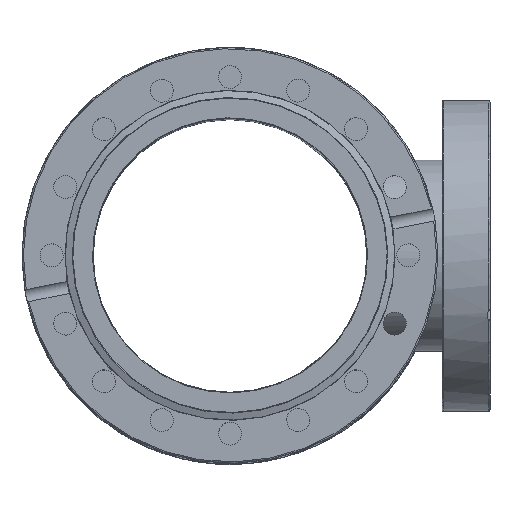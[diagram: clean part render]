
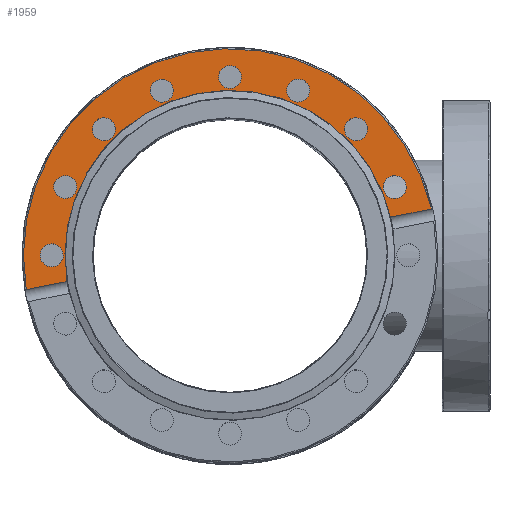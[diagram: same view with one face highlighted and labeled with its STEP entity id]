
A CAD part, top view. The second image highlights one B-rep face of the part: STEP entity #1959.
In plain terms, the highlighted face is planar.
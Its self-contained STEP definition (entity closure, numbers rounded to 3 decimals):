
#1616=CARTESIAN_POINT('',(60.259,2.236,0.0));
#1617=VERTEX_POINT('',#1616);
#1654=CARTESIAN_POINT('',(-60.259,2.236,0.0));
#1655=VERTEX_POINT('',#1654);
#1681=CARTESIAN_POINT('',(0.0,0.0,0.0));
#1682=DIRECTION('',(0.0,0.0,1.0));
#1683=DIRECTION('',(-1.0,0.0,0.0));
#1684=AXIS2_PLACEMENT_3D('',#1681,#1682,#1683);
#1685=CIRCLE('',#1684,60.3);
#1686=EDGE_CURVE('',#1617,#1655,#1685,.T.);
#1739=CARTESIAN_POINT('',(-75.467,2.236,0.0));
#1740=VERTEX_POINT('',#1739);
#1758=CARTESIAN_POINT('',(-60.259,2.236,0.0));
#1759=DIRECTION('',(-1.0,0.0,0.0));
#1760=VECTOR('',#1759,15.208);
#1761=LINE('',#1758,#1760);
#1762=EDGE_CURVE('',#1655,#1740,#1761,.T.);
#1781=CARTESIAN_POINT('',(75.467,2.236,0.0));
#1782=VERTEX_POINT('',#1781);
#1845=CARTESIAN_POINT('',(75.467,2.236,0.0));
#1846=DIRECTION('',(-1.0,0.0,0.0));
#1847=VECTOR('',#1846,15.208);
#1848=LINE('',#1845,#1847);
#1849=EDGE_CURVE('',#1782,#1617,#1848,.T.);
#1854=CARTESIAN_POINT('',(0.0,0.0,0.0));
#1855=DIRECTION('',(0.0,0.0,-1.0));
#1856=DIRECTION('',(-1.0,0.0,0.0));
#1857=AXIS2_PLACEMENT_3D('',#1854,#1855,#1856);
#1858=PLANE('',#1857);
#1859=ORIENTED_EDGE('',*,*,#1849,.T.);
#1860=ORIENTED_EDGE('',*,*,#1686,.T.);
#1861=ORIENTED_EDGE('',*,*,#1762,.T.);
#1862=CARTESIAN_POINT('',(0.0,0.0,0.0));
#1863=DIRECTION('',(0.0,0.0,1.0));
#1864=DIRECTION('',(-1.0,0.0,0.0));
#1865=AXIS2_PLACEMENT_3D('',#1862,#1863,#1864);
#1866=CIRCLE('',#1865,75.5);
#1867=EDGE_CURVE('',#1782,#1740,#1866,.T.);
#1868=ORIENTED_EDGE('',*,*,#1867,.F.);
#1869=EDGE_LOOP('',(#1859,#1860,#1861,#1868));
#1870=FACE_OUTER_BOUND('',#1869,.T.);
#1871=CARTESIAN_POINT('',(8.83,65.505,0.0));
#1872=VERTEX_POINT('',#1871);
#1873=CARTESIAN_POINT('',(12.71,63.898,0.0));
#1874=DIRECTION('',(0.0,0.0,1.));
#1875=DIRECTION('',(0.924,-0.383,0.0));
#1876=AXIS2_PLACEMENT_3D('',#1873,#1874,#1875);
#1877=CIRCLE('',#1876,4.2);
#1878=EDGE_CURVE('',#1872,#1872,#1877,.T.);
#1879=ORIENTED_EDGE('',*,*,#1878,.T.);
#1880=EDGE_LOOP('',(#1879));
#1881=FACE_BOUND('',#1880,.T.);
#1882=CARTESIAN_POINT('',(33.226,57.14,0.0));
#1883=VERTEX_POINT('',#1882);
#1884=CARTESIAN_POINT('',(36.195,54.17,0.0));
#1885=DIRECTION('',(0.0,0.0,1.0));
#1886=DIRECTION('',(0.707,-0.707,0.0));
#1887=AXIS2_PLACEMENT_3D('',#1884,#1885,#1886);
#1888=CIRCLE('',#1887,4.2);
#1889=EDGE_CURVE('',#1883,#1883,#1888,.T.);
#1890=ORIENTED_EDGE('',*,*,#1889,.T.);
#1891=EDGE_LOOP('',(#1890));
#1892=FACE_BOUND('',#1891,.T.);
#1893=CARTESIAN_POINT('',(52.563,40.076,0.0));
#1894=VERTEX_POINT('',#1893);
#1895=CARTESIAN_POINT('',(54.17,36.195,0.0));
#1896=DIRECTION('',(0.0,0.0,1.));
#1897=DIRECTION('',(0.383,-0.924,0.0));
#1898=AXIS2_PLACEMENT_3D('',#1895,#1896,#1897);
#1899=CIRCLE('',#1898,4.2);
#1900=EDGE_CURVE('',#1894,#1894,#1899,.T.);
#1901=ORIENTED_EDGE('',*,*,#1900,.T.);
#1902=EDGE_LOOP('',(#1901));
#1903=FACE_BOUND('',#1902,.T.);
#1904=CARTESIAN_POINT('',(63.898,16.91,0.0));
#1905=VERTEX_POINT('',#1904);
#1906=CARTESIAN_POINT('',(63.898,12.71,0.0));
#1907=DIRECTION('',(0.0,0.0,1.0));
#1908=DIRECTION('',(0.0,-1.0,0.0));
#1909=AXIS2_PLACEMENT_3D('',#1906,#1907,#1908);
#1910=CIRCLE('',#1909,4.2);
#1911=EDGE_CURVE('',#1905,#1905,#1910,.T.);
#1912=ORIENTED_EDGE('',*,*,#1911,.T.);
#1913=EDGE_LOOP('',(#1912));
#1914=FACE_BOUND('',#1913,.T.);
#1915=CARTESIAN_POINT('',(-65.505,8.83,0.0));
#1916=VERTEX_POINT('',#1915);
#1917=CARTESIAN_POINT('',(-63.898,12.71,0.0));
#1918=DIRECTION('',(0.0,0.0,1.));
#1919=DIRECTION('',(0.383,0.924,0.0));
#1920=AXIS2_PLACEMENT_3D('',#1917,#1918,#1919);
#1921=CIRCLE('',#1920,4.2);
#1922=EDGE_CURVE('',#1916,#1916,#1921,.T.);
#1923=ORIENTED_EDGE('',*,*,#1922,.T.);
#1924=EDGE_LOOP('',(#1923));
#1925=FACE_BOUND('',#1924,.T.);
#1926=CARTESIAN_POINT('',(-57.14,33.226,0.0));
#1927=VERTEX_POINT('',#1926);
#1928=CARTESIAN_POINT('',(-54.17,36.195,0.0));
#1929=DIRECTION('',(0.0,0.0,1.));
#1930=DIRECTION('',(0.707,0.707,0.0));
#1931=AXIS2_PLACEMENT_3D('',#1928,#1929,#1930);
#1932=CIRCLE('',#1931,4.2);
#1933=EDGE_CURVE('',#1927,#1927,#1932,.T.);
#1934=ORIENTED_EDGE('',*,*,#1933,.T.);
#1935=EDGE_LOOP('',(#1934));
#1936=FACE_BOUND('',#1935,.T.);
#1937=CARTESIAN_POINT('',(-40.076,52.563,0.0));
#1938=VERTEX_POINT('',#1937);
#1939=CARTESIAN_POINT('',(-36.195,54.17,0.0));
#1940=DIRECTION('',(0.0,0.0,1.));
#1941=DIRECTION('',(0.924,0.383,0.0));
#1942=AXIS2_PLACEMENT_3D('',#1939,#1940,#1941);
#1943=CIRCLE('',#1942,4.2);
#1944=EDGE_CURVE('',#1938,#1938,#1943,.T.);
#1945=ORIENTED_EDGE('',*,*,#1944,.T.);
#1946=EDGE_LOOP('',(#1945));
#1947=FACE_BOUND('',#1946,.T.);
#1948=CARTESIAN_POINT('',(-16.91,63.898,0.0));
#1949=VERTEX_POINT('',#1948);
#1950=CARTESIAN_POINT('',(-12.71,63.898,0.0));
#1951=DIRECTION('',(0.0,0.0,1.0));
#1952=DIRECTION('',(1.0,0.0,0.0));
#1953=AXIS2_PLACEMENT_3D('',#1950,#1951,#1952);
#1954=CIRCLE('',#1953,4.2);
#1955=EDGE_CURVE('',#1949,#1949,#1954,.T.);
#1956=ORIENTED_EDGE('',*,*,#1955,.T.);
#1957=EDGE_LOOP('',(#1956));
#1958=FACE_BOUND('',#1957,.T.);
#1959=ADVANCED_FACE('',(#1870,#1881,#1892,#1903,#1914,#1925,#1936,#1947,#1958),#1858,.T.);
